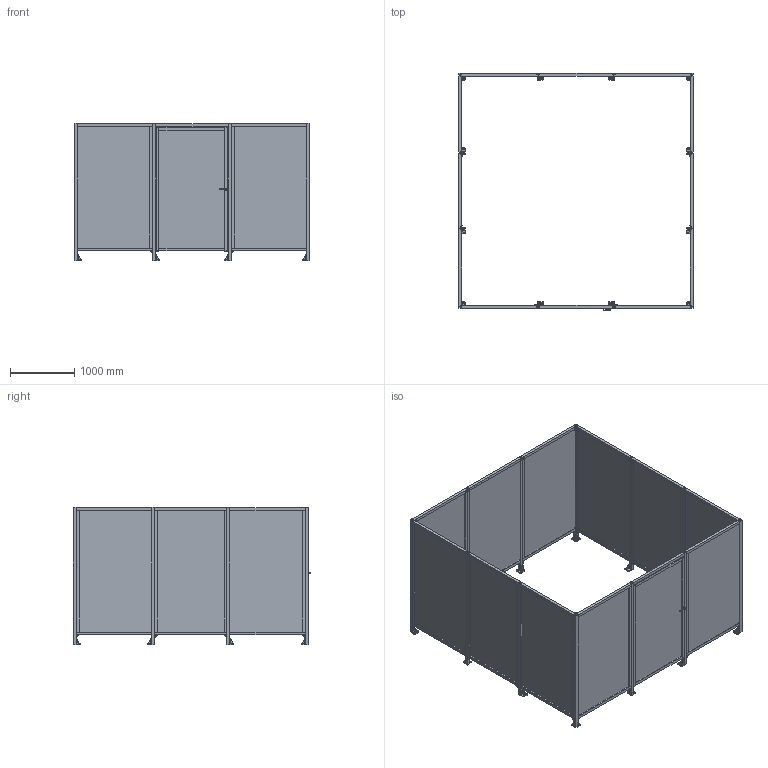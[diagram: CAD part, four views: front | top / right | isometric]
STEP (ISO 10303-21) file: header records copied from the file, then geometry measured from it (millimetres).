
FILE_DESCRIPTION(/* description */ (''),/* implementation_level */ '2;1');
FILE_NAME(/* name */ 'M-10351-P-12X12-0.stp',/* time_stamp */ '2024-04-10T14:05:14-04:00',/* author */ ('jmurphy'),/* organization */ (''),/* preprocessor_version */ 'ST-DEVELOPER v18.1',/* originating_system */ 'AutoCAD Mechanical',/* authorisation */ '');
FILE_SCHEMA (('AUTOMOTIVE_DESIGN { 1 0 10303 214 3 1 1 }'));
Products named in the file (32): Product; 51-000-1; 50-010-0; 52-010-0; 50-105-0; 50-120-1; 40-110-1; 33-45452S-1; 60-010-0; 40-110-1_1; 60-010-0_1; 33-45452S-1_1; 60-010-0_2; 60-010-0_3; 40-110-1_2; 40-110-1_3; 33-45452S-1_2; 33-45452S-1_3; 41-110-1; 60-010-0_4; 33-45452S-1_4; 33-45452S-1_5; 60-010-0_5; 40-110-1_4; 40-110-1_5; 40-110-1_6; 41-110-1_1; 41-110-1_2; 40-110-1_7; 60-010-0_6; 33-45452S-1_6; 40-110-1_8
Assembly tree (58 placements, depth 2):
  Product
    60-010-0_6  x10
    33-45452S-1_6  x6
    40-110-1_8  x8
    51-000-1  x2
    50-010-0
    52-010-0
    50-105-0
    50-120-1
    40-110-1
    33-45452S-1
    60-010-0
    40-110-1_1
    41-110-1  x6
    60-010-0_1
    33-45452S-1_1
    60-010-0_2
    60-010-0_3
    40-110-1_2
    40-110-1_3
    33-45452S-1_2
    33-45452S-1_3
    60-010-0_4
    33-45452S-1_4
    33-45452S-1_5
    60-010-0_5
    40-110-1_4
    40-110-1_5
    40-110-1_6
    41-110-1_1
    41-110-1_2
    40-110-1_7
Bounding box: 3660 x 3699 x 2138 mm (x, y, z)
Volume: 323162964.2 mm3; surface area: 68221090 mm2
Topology: 270 solids, 270 shells, 4687 faces, 11020 edges, 6995 vertices
Faces by surface type: plane 2736, cylinder 1244, cone 259, torus 188, bspline 132, sphere 128
Full cylindrical faces by diameter (mm): 2.5 x1, 3.5 x4, 5 x33, 5.5 x17, 6 x10, 6.05 x4, 6.1 x4, 6.4 x8, 8 x72, 8.4 x56, 8.5 x1, 9 x40, 10 x25, 12 x8, 13 x109, 16 x25, 17 x32, 22 x1, 32 x1
Entity records: 77103 total; most frequent: CARTESIAN_POINT 14358, DIRECTION 13300, ORIENTED_EDGE 12252, EDGE_CURVE 6126, AXIS2_PLACEMENT_3D 4601, LINE 4098, VECTOR 4098, VERTEX_POINT 3954
